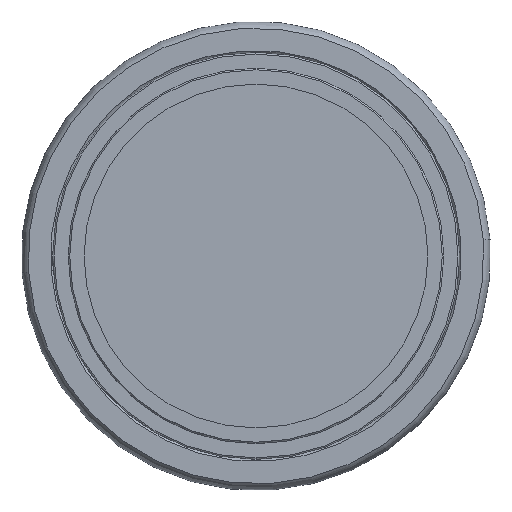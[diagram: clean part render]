
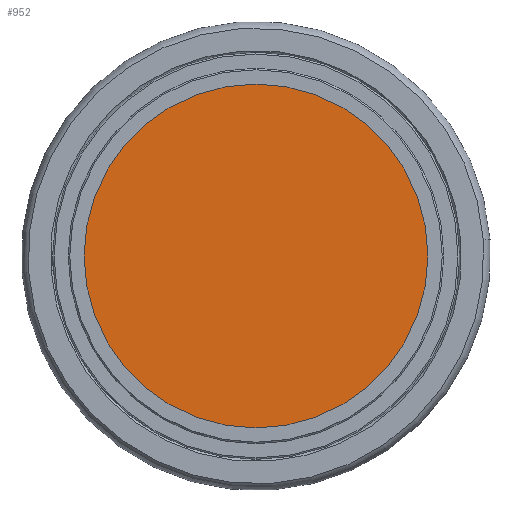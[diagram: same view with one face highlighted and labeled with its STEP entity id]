
A CAD part, left-side view. The second image highlights one B-rep face of the part: STEP entity #952.
In plain terms, the highlighted planar face has unit normal (-1, 0, 0).
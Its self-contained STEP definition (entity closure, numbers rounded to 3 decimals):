
#300=CARTESIAN_POINT('',(-5.5,24.,0.0));
#301=VERTEX_POINT('',#300);
#317=CARTESIAN_POINT('',(-5.5,-24.,0.));
#318=VERTEX_POINT('',#317);
#325=CARTESIAN_POINT('',(-5.5,0.,0.0));
#326=DIRECTION('',(1.0,0.0,0.0));
#327=DIRECTION('',(0.0,1.0,0.0));
#328=AXIS2_PLACEMENT_3D('',#325,#326,#327);
#329=CIRCLE('',#328,24.);
#330=EDGE_CURVE('',#318,#301,#329,.T.);
#937=CARTESIAN_POINT('',(-5.5,0.,2.273));
#938=DIRECTION('',(-1.0,0.0,0.0));
#939=DIRECTION('',(0.0,0.0,1.0));
#940=AXIS2_PLACEMENT_3D('',#937,#938,#939);
#941=PLANE('',#940);
#942=CARTESIAN_POINT('',(-5.5,0.,0.0));
#943=DIRECTION('',(1.0,0.0,0.0));
#944=DIRECTION('',(0.0,1.0,0.0));
#945=AXIS2_PLACEMENT_3D('',#942,#943,#944);
#946=CIRCLE('',#945,24.);
#947=EDGE_CURVE('',#301,#318,#946,.T.);
#948=ORIENTED_EDGE('',*,*,#947,.F.);
#949=ORIENTED_EDGE('',*,*,#330,.F.);
#950=EDGE_LOOP('',(#948,#949));
#951=FACE_OUTER_BOUND('',#950,.T.);
#952=ADVANCED_FACE('',(#951),#941,.T.);
